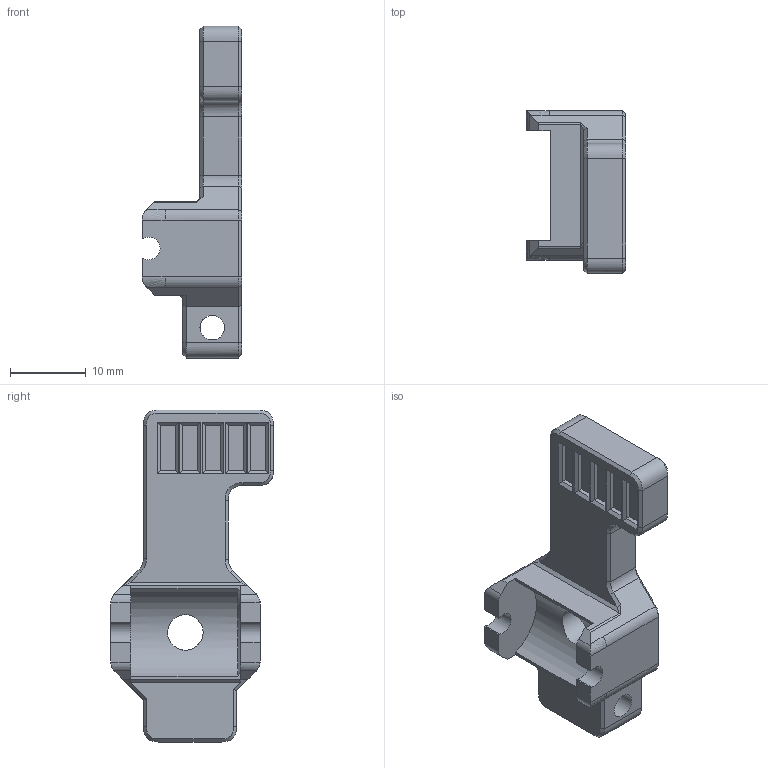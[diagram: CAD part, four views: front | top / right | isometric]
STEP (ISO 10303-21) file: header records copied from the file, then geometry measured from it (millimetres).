
FILE_DESCRIPTION(/* description */ ('STEP AP242','CAx-IF Rec.Pracs.---Representation and Presentation of Product Manufacturing Information (PMI)---4.0---2014-10-13','CAx-IF Rec.Pracs.---3D Tessellated Geometry---0.4---2014-09-14','2;1'),/* implementation_level */ '2;1');
FILE_NAME(/* name */ '63635c6d5dab6a324a636d22',/* time_stamp */ '2022-11-03T06:15:10+00:00',/* author */ (''),/* organization */ (''),/* preprocessor_version */ 'ST-DEVELOPER v18.102',/* originating_system */ ' ',/* authorisation */ ' ');
FILE_SCHEMA (('AP242_MANAGED_MODEL_BASED_3D_ENGINEERING_MIM_LF { 1 0 10303 442 1 1 4 }'));
Length unit declared in the file: metre
Products named in the file (1): Lever
Bounding box: 13.12 x 21.55 x 43.92 mm (x, y, z)
Volume: 4377 mm3; surface area: 2772.6 mm2
Topology: 1 solids, 5 shells, 176 faces, 421 edges, 259 vertices
Faces by surface type: plane 122, bspline 38, cylinder 12, cone 4
Full cylindrical faces by diameter (mm): 3.25 x1, 4.7 x1
Entity records: 6082 total; most frequent: CARTESIAN_POINT 2244, ORIENTED_EDGE 832, DIRECTION 661, EDGE_CURVE 416, LINE 331, VECTOR 331, VERTEX_POINT 257, EDGE_LOOP 187
